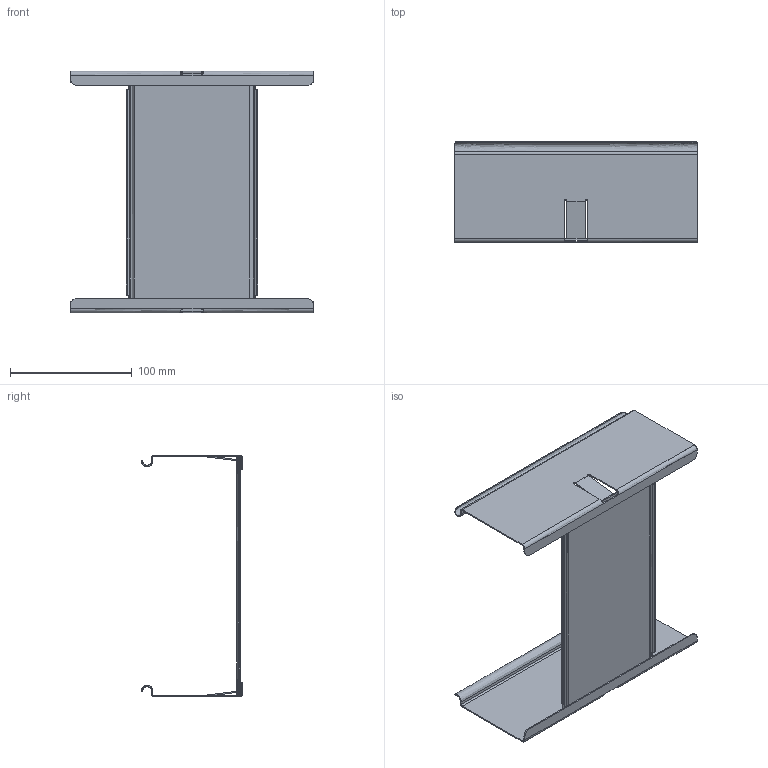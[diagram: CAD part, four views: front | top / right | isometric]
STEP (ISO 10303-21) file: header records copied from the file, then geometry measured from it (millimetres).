
FILE_DESCRIPTION(/* description */ (''),/* implementation_level */ '2;1');
FILE_NAME(/* name */ '6069006',/* time_stamp */ '2014-10-09T09:47:22+02:00',/* author */ (''),/* organization */ (''),/* preprocessor_version */ 'ST-DEVELOPER v15',/* originating_system */ '',/* authorisation */ '');
FILE_SCHEMA (('AUTOMOTIVE_DESIGN'));
Length unit declared in the file: millimetre
Products named in the file (2): Document; Block 02
Assembly tree (1 placements, depth 2):
  Document
    Block 02
Bounding box: 200 x 83.2 x 198.5 mm (x, y, z)
Volume: 61456.8 mm3; surface area: 124970.5 mm2
Topology: 3 solids, 3 shells, 154 faces, 384 edges, 232 vertices
Faces by surface type: plane 86, bspline 68
Entity records: 5537 total; most frequent: CARTESIAN_POINT 3088, ORIENTED_EDGE 768, EDGE_CURVE 384, B_SPLINE_CURVE_WITH_KNOTS 276, VERTEX_POINT 232, ADVANCED_FACE 154, FACE_OUTER_BOUND 154, EDGE_LOOP 154
